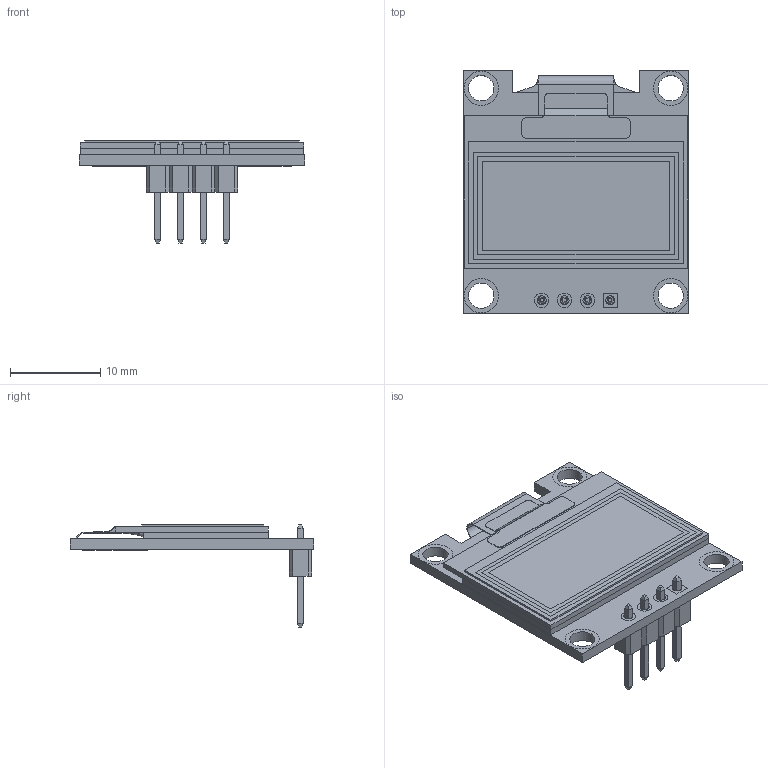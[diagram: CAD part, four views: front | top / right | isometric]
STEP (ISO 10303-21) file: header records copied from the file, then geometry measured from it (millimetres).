
FILE_DESCRIPTION(('HOOPS Exchange Step'),'2;1');
FILE_NAME('temp_export','2026-01-09T08:44:30-05:00',('jscotto'),('Shapr3D Limited'),'HOOPS Exchange 2025.7','Shapr3D','Authorized');
FILE_SCHEMA( ('AP242_MANAGED_MODEL_BASED_3D_ENGINEERING_MIM_LF {1 0 10303 442 1 1 4}') );
Length unit declared in the file: millimetre
Products named in the file (2): OLED; root
Assembly tree (1 placements, depth 2):
  root
    OLED
Bounding box: 25 x 27 x 11.3 mm (x, y, z)
Volume: 1403.9 mm3; surface area: 5272.7 mm2
Topology: 50 solids, 50 shells, 581 faces, 1391 edges, 919 vertices
Faces by surface type: plane 521, cylinder 50, bspline 8, torus 2
Full cylindrical faces by diameter (mm): 0.8 x2, 1 x4, 1.6 x6, 2.8 x4, 3.8 x8
Entity records: 16916 total; most frequent: CARTESIAN_POINT 3180, ORIENTED_EDGE 2782, DIRECTION 2628, EDGE_CURVE 1391, VECTOR 1244, LINE 1244, VERTEX_POINT 919, AXIS2_PLACEMENT_3D 692
